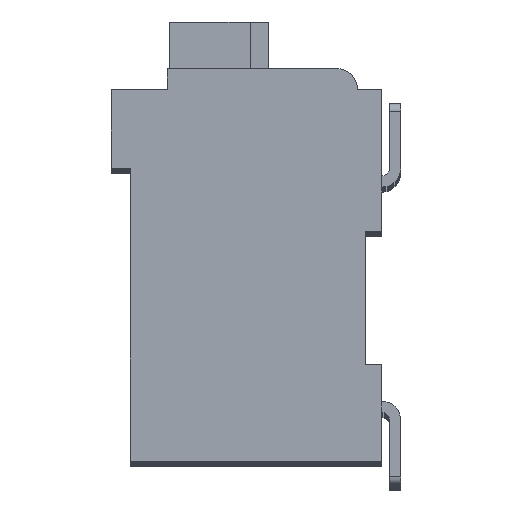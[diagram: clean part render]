
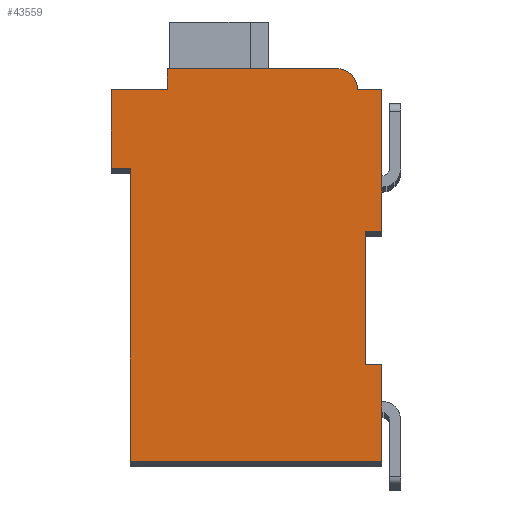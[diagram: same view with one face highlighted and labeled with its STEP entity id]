
A CAD part, top view. The second image highlights one B-rep face of the part: STEP entity #43559.
In plain terms, the highlighted planar face has unit normal (0, 0, 1).
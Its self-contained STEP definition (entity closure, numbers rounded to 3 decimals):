
#13350=DIRECTION('',(1.,0.,0.));
#13351=VECTOR('',#13350,0.5);
#13352=CARTESIAN_POINT('',(7.3,7.15,2.1));
#13353=LINE('',#13352,#13351);
#13354=DIRECTION('',(0.,1.,0.));
#13355=VECTOR('',#13354,4.15);
#13356=CARTESIAN_POINT('',(7.3,3.,2.1));
#13357=LINE('',#13356,#13355);
#13358=DIRECTION('',(-1.,0.,0.));
#13359=VECTOR('',#13358,0.5);
#13360=CARTESIAN_POINT('',(7.8,3.,2.1));
#13361=LINE('',#13360,#13359);
#13362=DIRECTION('',(0.,1.,0.));
#13363=VECTOR('',#13362,3.);
#13364=CARTESIAN_POINT('',(7.8,0.,2.1));
#13365=LINE('',#13364,#13363);
#13366=DIRECTION('',(1.,0.,0.));
#13367=VECTOR('',#13366,7.8);
#13368=CARTESIAN_POINT('',(0.,0.,2.1));
#13369=LINE('',#13368,#13367);
#13370=DIRECTION('',(0.,-1.,0.));
#13371=VECTOR('',#13370,9.1);
#13372=CARTESIAN_POINT('',(0.,9.1,2.1));
#13373=LINE('',#13372,#13371);
#13374=DIRECTION('',(1.,0.,0.));
#13375=VECTOR('',#13374,0.6);
#13376=CARTESIAN_POINT('',(-0.6,9.1,2.1));
#13377=LINE('',#13376,#13375);
#13378=DIRECTION('',(0.,-1.,0.));
#13379=VECTOR('',#13378,2.45);
#13380=CARTESIAN_POINT('',(-0.6,11.55,2.1));
#13381=LINE('',#13380,#13379);
#13382=DIRECTION('',(-1.,0.,0.));
#13383=VECTOR('',#13382,1.75);
#13384=CARTESIAN_POINT('',(1.15,11.55,2.1));
#13385=LINE('',#13384,#13383);
#13386=DIRECTION('',(0.,-1.,0.));
#13387=VECTOR('',#13386,0.65);
#13388=CARTESIAN_POINT('',(1.15,12.2,2.1));
#13389=LINE('',#13388,#13387);
#13390=DIRECTION('',(-1.,0.,0.));
#13391=VECTOR('',#13390,5.25);
#13392=CARTESIAN_POINT('',(6.4,12.2,2.1));
#13393=LINE('',#13392,#13391);
#13394=CARTESIAN_POINT('',(6.4,11.55,2.1));
#13395=DIRECTION('',(0.,0.,1.));
#13396=DIRECTION('',(1.,0.,0.));
#13397=AXIS2_PLACEMENT_3D('',#13394,#13395,#13396);
#13399=DIRECTION('',(-1.,0.,0.));
#13400=VECTOR('',#13399,0.75);
#13401=CARTESIAN_POINT('',(7.8,11.55,2.1));
#13402=LINE('',#13401,#13400);
#13403=DIRECTION('',(0.,1.,0.));
#13404=VECTOR('',#13403,4.4);
#13405=CARTESIAN_POINT('',(7.8,7.15,2.1));
#13406=LINE('',#13405,#13404);
#21979=CARTESIAN_POINT('',(7.3,7.15,2.1));
#21980=CARTESIAN_POINT('',(7.8,7.15,2.1));
#21981=VERTEX_POINT('',#21979);
#21982=VERTEX_POINT('',#21980);
#21983=CARTESIAN_POINT('',(7.8,11.55,2.1));
#21984=VERTEX_POINT('',#21983);
#21985=CARTESIAN_POINT('',(7.05,11.55,2.1));
#21986=VERTEX_POINT('',#21985);
#21987=CARTESIAN_POINT('',(6.4,12.2,2.1));
#21988=VERTEX_POINT('',#21987);
#21989=CARTESIAN_POINT('',(1.15,12.2,2.1));
#21990=VERTEX_POINT('',#21989);
#21991=CARTESIAN_POINT('',(1.15,11.55,2.1));
#21992=VERTEX_POINT('',#21991);
#21993=CARTESIAN_POINT('',(-0.6,11.55,2.1));
#21994=VERTEX_POINT('',#21993);
#21995=CARTESIAN_POINT('',(-0.6,9.1,2.1));
#21996=VERTEX_POINT('',#21995);
#21997=CARTESIAN_POINT('',(0.,9.1,2.1));
#21998=VERTEX_POINT('',#21997);
#21999=CARTESIAN_POINT('',(0.,0.,2.1));
#22000=VERTEX_POINT('',#21999);
#22001=CARTESIAN_POINT('',(7.8,0.,2.1));
#22002=VERTEX_POINT('',#22001);
#22003=CARTESIAN_POINT('',(7.8,3.,2.1));
#22004=VERTEX_POINT('',#22003);
#22005=CARTESIAN_POINT('',(7.3,3.,2.1));
#22006=VERTEX_POINT('',#22005);
#43538=CARTESIAN_POINT('',(0.,0.,2.1));
#43539=DIRECTION('',(0.,0.,1.));
#43540=DIRECTION('',(1.,0.,0.));
#43541=AXIS2_PLACEMENT_3D('',#43538,#43539,#43540);
#43542=PLANE('',#43541);
#43543=ORIENTED_EDGE('',*,*,#28892,.F.);
#43544=ORIENTED_EDGE('',*,*,#29878,.F.);
#43545=ORIENTED_EDGE('',*,*,#37546,.F.);
#43546=ORIENTED_EDGE('',*,*,#38111,.F.);
#43547=ORIENTED_EDGE('',*,*,#38764,.F.);
#43548=ORIENTED_EDGE('',*,*,#39625,.F.);
#43549=ORIENTED_EDGE('',*,*,#39960,.F.);
#43550=ORIENTED_EDGE('',*,*,#40284,.F.);
#43551=ORIENTED_EDGE('',*,*,#40775,.F.);
#43552=ORIENTED_EDGE('',*,*,#41708,.F.);
#43553=ORIENTED_EDGE('',*,*,#42446,.F.);
#43554=ORIENTED_EDGE('',*,*,#40826,.F.);
#43555=ORIENTED_EDGE('',*,*,#41459,.F.);
#43556=ORIENTED_EDGE('',*,*,#29773,.F.);
#43557=EDGE_LOOP('',(#43543,#43544,#43545,#43546,#43547,#43548,#43549,#43550,
#43551,#43552,#43553,#43554,#43555,#43556));
#43558=FACE_OUTER_BOUND('',#43557,.F.);
#13398=CIRCLE('',#13397,0.65);
#28892=EDGE_CURVE('',#21981,#21982,#13353,.T.);
#29773=EDGE_CURVE('',#21982,#21984,#13406,.T.);
#29878=EDGE_CURVE('',#22006,#21981,#13357,.T.);
#37546=EDGE_CURVE('',#22004,#22006,#13361,.T.);
#38111=EDGE_CURVE('',#22002,#22004,#13365,.T.);
#38764=EDGE_CURVE('',#22000,#22002,#13369,.T.);
#39625=EDGE_CURVE('',#21998,#22000,#13373,.T.);
#39960=EDGE_CURVE('',#21996,#21998,#13377,.T.);
#40284=EDGE_CURVE('',#21994,#21996,#13381,.T.);
#40775=EDGE_CURVE('',#21992,#21994,#13385,.T.);
#40826=EDGE_CURVE('',#21986,#21988,#13398,.T.);
#41459=EDGE_CURVE('',#21984,#21986,#13402,.T.);
#41708=EDGE_CURVE('',#21990,#21992,#13389,.T.);
#42446=EDGE_CURVE('',#21988,#21990,#13393,.T.);
#43559=ADVANCED_FACE('',(#43558),#43542,.T.);
